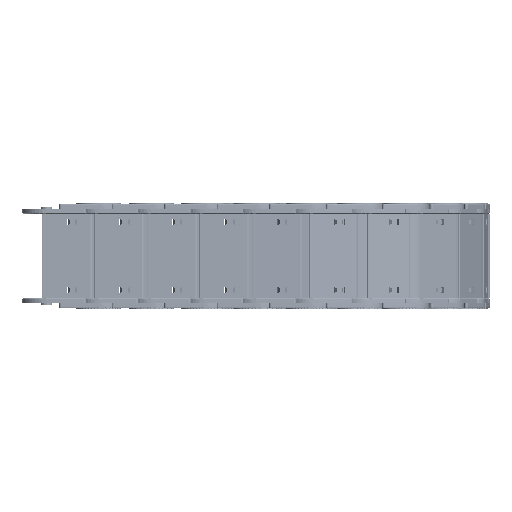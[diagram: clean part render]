
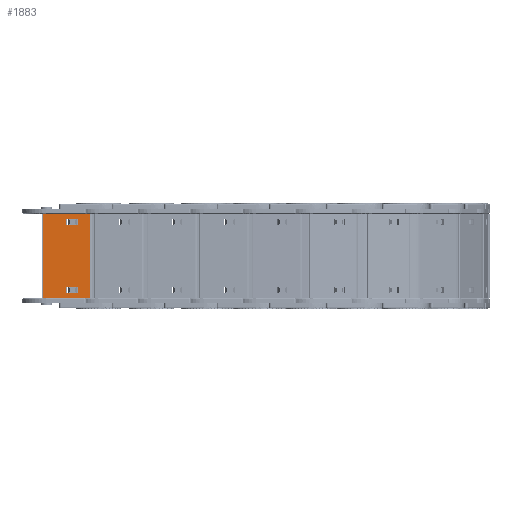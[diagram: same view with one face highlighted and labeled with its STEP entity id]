
A CAD part, front view. The second image highlights one B-rep face of the part: STEP entity #1883.
In plain terms, the highlighted face is planar.
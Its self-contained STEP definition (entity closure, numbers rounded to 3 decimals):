
#180 = CARTESIAN_POINT ( 'NONE',  ( -64.796, 200.217, 5.247 ) ) ;
#520 = CARTESIAN_POINT ( 'NONE',  ( -64.796, 200.217, 92.747 ) ) ;
#522 = VERTEX_POINT ( 'NONE', #17964 ) ;
#1398 = VECTOR ( 'NONE', #6459, 1000. ) ;
#1633 = VERTEX_POINT ( 'NONE', #17037 ) ;
#1745 = LINE ( 'NONE', #7390, #2565 ) ;
#1788 = LINE ( 'NONE', #11395, #9759 ) ;
#1883 = ADVANCED_FACE ( 'NONE', ( #32278, #12356, #8968 ), #27914, .F. ) ;
#1958 = CARTESIAN_POINT ( 'NONE',  ( -64.796, 200.217, 86.447 ) ) ;
#2004 = VECTOR ( 'NONE', #14801, 1000. ) ;
#2259 = VERTEX_POINT ( 'NONE', #16844 ) ;
#2565 = VECTOR ( 'NONE', #7149, 1000. ) ;
#3959 = ORIENTED_EDGE ( 'NONE', *, *, #23666, .T. ) ;
#4381 = VERTEX_POINT ( 'NONE', #520 ) ;
#4782 = EDGE_CURVE ( 'NONE', #22302, #21891, #6300, .T. ) ;
#5209 = ORIENTED_EDGE ( 'NONE', *, *, #23337, .T. ) ;
#5215 = ORIENTED_EDGE ( 'NONE', *, *, #18532, .T. ) ;
#6105 = CARTESIAN_POINT ( 'NONE',  ( -81.796, 200.217, -1.503 ) ) ;
#6160 = VERTEX_POINT ( 'NONE', #24223 ) ;
#6166 = CARTESIAN_POINT ( 'NONE',  ( -81.796, 200.217, 99.497 ) ) ;
#6216 = CARTESIAN_POINT ( 'NONE',  ( -78.796, 200.217, 11.547 ) ) ;
#6229 = DIRECTION ( 'NONE',  ( 0., 0., 1. ) ) ;
#6233 = LINE ( 'NONE', #11956, #2004 ) ;
#6300 = LINE ( 'NONE', #20410, #19854 ) ;
#6459 = DIRECTION ( 'NONE',  ( 0., 0., 1. ) ) ;
#7149 = DIRECTION ( 'NONE',  ( 1., 0., 0. ) ) ;
#7390 = CARTESIAN_POINT ( 'NONE',  ( -78.796, 200.217, 5.247 ) ) ;
#7675 = VECTOR ( 'NONE', #21648, 1000. ) ;
#8136 = ORIENTED_EDGE ( 'NONE', *, *, #18576, .F. ) ;
#8142 = CARTESIAN_POINT ( 'NONE',  ( -78.796, 200.217, 86.447 ) ) ;
#8480 = CARTESIAN_POINT ( 'NONE',  ( -78.796, 200.217, 11.547 ) ) ;
#8521 = LINE ( 'NONE', #1958, #7675 ) ;
#8946 = EDGE_CURVE ( 'NONE', #28840, #25969, #1788, .T. ) ;
#8968 = FACE_BOUND ( 'NONE', #33538, .T. ) ;
#9173 = DIRECTION ( 'NONE',  ( 0., 0., 1. ) ) ;
#9400 = VECTOR ( 'NONE', #22341, 1000. ) ;
#9476 = ORIENTED_EDGE ( 'NONE', *, *, #8946, .T. ) ;
#9759 = VECTOR ( 'NONE', #27184, 1000. ) ;
#10500 = EDGE_CURVE ( 'NONE', #18425, #2259, #6233, .T. ) ;
#10828 = VECTOR ( 'NONE', #16059, 1000. ) ;
#11395 = CARTESIAN_POINT ( 'NONE',  ( -64.796, 200.217, 11.547 ) ) ;
#11578 = EDGE_CURVE ( 'NONE', #6160, #22302, #25279, .T. ) ;
#11956 = CARTESIAN_POINT ( 'NONE',  ( -81.796, 200.217, -1.503 ) ) ;
#12104 = VERTEX_POINT ( 'NONE', #34127 ) ;
#12355 = LINE ( 'NONE', #8480, #9400 ) ;
#12356 = FACE_OUTER_BOUND ( 'NONE', #21666, .T. ) ;
#12789 = DIRECTION ( 'NONE',  ( 0., 0., 1. ) ) ;
#13464 = ORIENTED_EDGE ( 'NONE', *, *, #11578, .F. ) ;
#14598 = ORIENTED_EDGE ( 'NONE', *, *, #10500, .T. ) ;
#14801 = DIRECTION ( 'NONE',  ( -1., 0., 0. ) ) ;
#14832 = DIRECTION ( 'NONE',  ( 1., 0., 0. ) ) ;
#15673 = EDGE_CURVE ( 'NONE', #18425, #522, #28947, .T. ) ;
#15810 = LINE ( 'NONE', #33783, #17554 ) ;
#16010 = ORIENTED_EDGE ( 'NONE', *, *, #17661, .F. ) ;
#16059 = DIRECTION ( 'NONE',  ( -1., 0., 0. ) ) ;
#16664 = ORIENTED_EDGE ( 'NONE', *, *, #4782, .F. ) ;
#16844 = CARTESIAN_POINT ( 'NONE',  ( -106.776, 200.217, -1.503 ) ) ;
#17037 = CARTESIAN_POINT ( 'NONE',  ( -78.796, 200.217, 11.547 ) ) ;
#17472 = CARTESIAN_POINT ( 'NONE',  ( -50.576, 200.217, -83.122 ) ) ;
#17554 = VECTOR ( 'NONE', #14832, 1000. ) ;
#17661 = EDGE_CURVE ( 'NONE', #522, #28588, #23415, .T. ) ;
#17964 = CARTESIAN_POINT ( 'NONE',  ( -50.576, 200.217, 99.497 ) ) ;
#18425 = VERTEX_POINT ( 'NONE', #23380 ) ;
#18532 = EDGE_CURVE ( 'NONE', #12104, #28840, #1745, .T. ) ;
#18576 = EDGE_CURVE ( 'NONE', #4381, #6160, #8521, .T. ) ;
#18827 = ORIENTED_EDGE ( 'NONE', *, *, #34180, .F. ) ;
#19854 = VECTOR ( 'NONE', #9173, 1000. ) ;
#20002 = VECTOR ( 'NONE', #12789, 1000. ) ;
#20410 = CARTESIAN_POINT ( 'NONE',  ( -78.796, 200.217, 86.447 ) ) ;
#20626 = LINE ( 'NONE', #6216, #28702 ) ;
#21425 = CARTESIAN_POINT ( 'NONE',  ( -64.796, 200.217, 11.547 ) ) ;
#21648 = DIRECTION ( 'NONE',  ( 0., 0., -1. ) ) ;
#21666 = EDGE_LOOP ( 'NONE', ( #5209, #16010, #21789, #14598 ) ) ;
#21697 = EDGE_LOOP ( 'NONE', ( #3959, #30141, #5215, #9476 ) ) ;
#21789 = ORIENTED_EDGE ( 'NONE', *, *, #15673, .F. ) ;
#21891 = VERTEX_POINT ( 'NONE', #25406 ) ;
#21983 = DIRECTION ( 'NONE',  ( 0., -1., 0. ) ) ;
#22109 = VECTOR ( 'NONE', #27855, 1000. ) ;
#22302 = VERTEX_POINT ( 'NONE', #29367 ) ;
#22341 = DIRECTION ( 'NONE',  ( -1., 0., 0. ) ) ;
#23337 = EDGE_CURVE ( 'NONE', #2259, #28588, #25526, .T. ) ;
#23380 = CARTESIAN_POINT ( 'NONE',  ( -50.576, 200.217, -1.503 ) ) ;
#23415 = LINE ( 'NONE', #6166, #22109 ) ;
#23666 = EDGE_CURVE ( 'NONE', #25969, #1633, #12355, .T. ) ;
#24223 = CARTESIAN_POINT ( 'NONE',  ( -64.796, 200.217, 86.447 ) ) ;
#25233 = AXIS2_PLACEMENT_3D ( 'NONE', #6105, #21983, #6229 ) ;
#25279 = LINE ( 'NONE', #8142, #10828 ) ;
#25406 = CARTESIAN_POINT ( 'NONE',  ( -78.796, 200.217, 92.747 ) ) ;
#25526 = LINE ( 'NONE', #29144, #20002 ) ;
#25969 = VERTEX_POINT ( 'NONE', #21425 ) ;
#27184 = DIRECTION ( 'NONE',  ( 0., 0., 1. ) ) ;
#27855 = DIRECTION ( 'NONE',  ( -1., 0., 0. ) ) ;
#27914 = PLANE ( 'NONE',  #25233 ) ;
#28588 = VERTEX_POINT ( 'NONE', #31233 ) ;
#28702 = VECTOR ( 'NONE', #33206, 1000. ) ;
#28840 = VERTEX_POINT ( 'NONE', #180 ) ;
#28947 = LINE ( 'NONE', #17472, #1398 ) ;
#29144 = CARTESIAN_POINT ( 'NONE',  ( -106.776, 200.217, -83.122 ) ) ;
#29367 = CARTESIAN_POINT ( 'NONE',  ( -78.796, 200.217, 86.447 ) ) ;
#30141 = ORIENTED_EDGE ( 'NONE', *, *, #30309, .T. ) ;
#30309 = EDGE_CURVE ( 'NONE', #1633, #12104, #20626, .T. ) ;
#31233 = CARTESIAN_POINT ( 'NONE',  ( -106.776, 200.217, 99.497 ) ) ;
#32278 = FACE_BOUND ( 'NONE', #21697, .T. ) ;
#33206 = DIRECTION ( 'NONE',  ( 0., 0., -1. ) ) ;
#33538 = EDGE_LOOP ( 'NONE', ( #13464, #8136, #18827, #16664 ) ) ;
#33783 = CARTESIAN_POINT ( 'NONE',  ( -78.796, 200.217, 92.747 ) ) ;
#34127 = CARTESIAN_POINT ( 'NONE',  ( -78.796, 200.217, 5.247 ) ) ;
#34180 = EDGE_CURVE ( 'NONE', #21891, #4381, #15810, .T. ) ;
